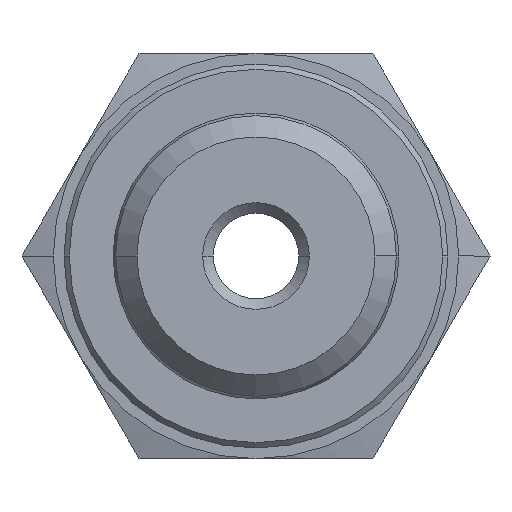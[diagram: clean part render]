
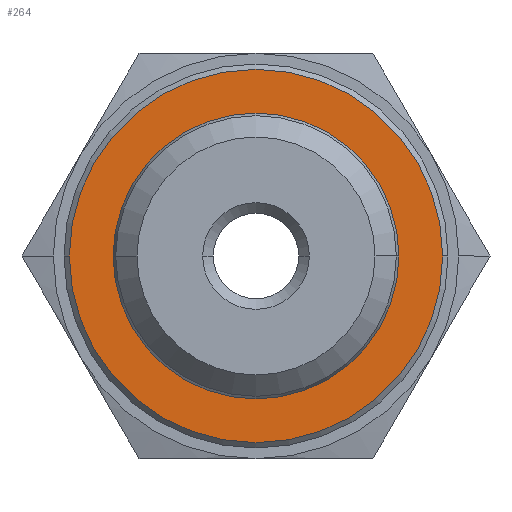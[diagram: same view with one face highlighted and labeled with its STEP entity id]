
A CAD part, left-side view. The second image highlights one B-rep face of the part: STEP entity #264.
In plain terms, the highlighted planar face has unit normal (-1, 0, 0).
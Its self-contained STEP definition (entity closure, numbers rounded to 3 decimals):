
#264 = ADVANCED_FACE( '', ( #510, #511 ), #512, .T. );
#510 = FACE_BOUND( '', #812, .T. );
#511 = FACE_OUTER_BOUND( '', #813, .T. );
#512 = PLANE( '', #814 );
#812 = EDGE_LOOP( '', ( #1642, #1643 ) );
#813 = EDGE_LOOP( '', ( #1644, #1645 ) );
#814 = AXIS2_PLACEMENT_3D( '', #1646, #1647, #1648 );
#1642 = ORIENTED_EDGE( '', *, *, #2032, .F. );
#1643 = ORIENTED_EDGE( '', *, *, #2242, .F. );
#1644 = ORIENTED_EDGE( '', *, *, #2038, .T. );
#1645 = ORIENTED_EDGE( '', *, *, #2241, .T. );
#1646 = CARTESIAN_POINT( '', ( -2.5, 7.725, 0. ) );
#1647 = DIRECTION( '', ( -1., 0., 0. ) );
#1648 = DIRECTION( '', ( 0., 1., 0. ) );
#2032 = EDGE_CURVE( '', #2375, #2378, #2379, .T. );
#2038 = EDGE_CURVE( '', #2383, #2387, #2389, .T. );
#2241 = EDGE_CURVE( '', #2387, #2383, #2717, .T. );
#2242 = EDGE_CURVE( '', #2378, #2375, #2718, .T. );
#2375 = VERTEX_POINT( '', #2909 );
#2378 = VERTEX_POINT( '', #2913 );
#2379 = CIRCLE( '', #2914, 6.7 );
#2383 = VERTEX_POINT( '', #2919 );
#2387 = VERTEX_POINT( '', #2924 );
#2389 = CIRCLE( '', #2927, 8.75 );
#2717 = CIRCLE( '', #3585, 8.75 );
#2718 = CIRCLE( '', #3586, 6.7 );
#2909 = CARTESIAN_POINT( '', ( -2.5, 6.7, 0. ) );
#2913 = CARTESIAN_POINT( '', ( -2.5, -6.7, 0. ) );
#2914 = AXIS2_PLACEMENT_3D( '', #4031, #4032, #4033 );
#2919 = CARTESIAN_POINT( '', ( -2.5, 8.75, 0. ) );
#2924 = CARTESIAN_POINT( '', ( -2.5, -8.75, 0. ) );
#2927 = AXIS2_PLACEMENT_3D( '', #4043, #4044, #4045 );
#3585 = AXIS2_PLACEMENT_3D( '', #4352, #4353, #4354 );
#3586 = AXIS2_PLACEMENT_3D( '', #4355, #4356, #4357 );
#4031 = CARTESIAN_POINT( '', ( -2.5, 0., 0. ) );
#4032 = DIRECTION( '', ( -1., 0., 0. ) );
#4033 = DIRECTION( '', ( 0., 1., 0. ) );
#4043 = CARTESIAN_POINT( '', ( -2.5, 0., 0. ) );
#4044 = DIRECTION( '', ( -1., 0., 0. ) );
#4045 = DIRECTION( '', ( 0., 1., 0. ) );
#4352 = CARTESIAN_POINT( '', ( -2.5, 0., 0. ) );
#4353 = DIRECTION( '', ( -1., 0., 0. ) );
#4354 = DIRECTION( '', ( 0., 1., 0. ) );
#4355 = CARTESIAN_POINT( '', ( -2.5, 0., 0. ) );
#4356 = DIRECTION( '', ( -1., 0., 0. ) );
#4357 = DIRECTION( '', ( 0., 1., 0. ) );
